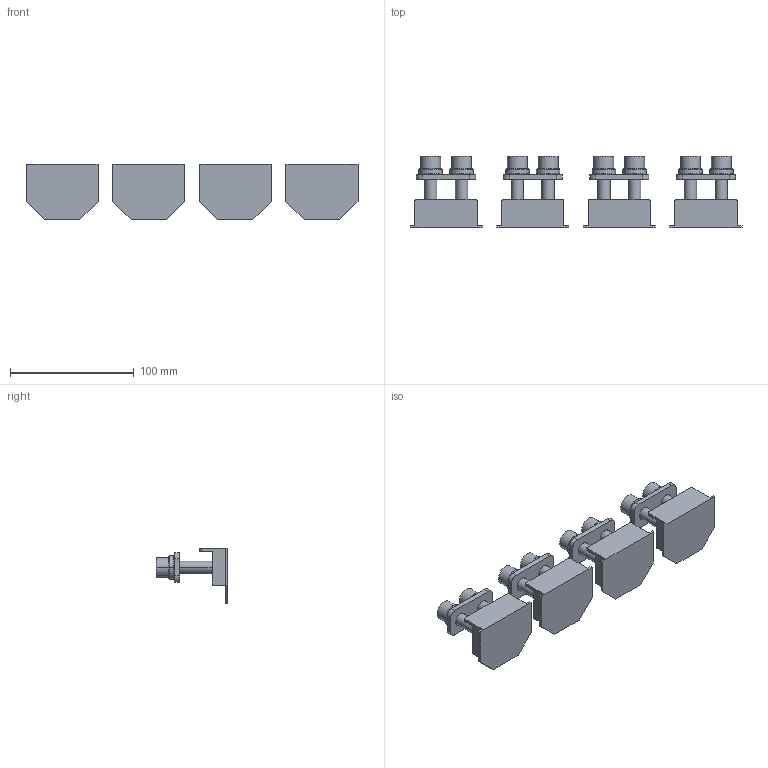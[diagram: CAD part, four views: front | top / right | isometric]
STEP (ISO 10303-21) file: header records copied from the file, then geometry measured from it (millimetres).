
FILE_DESCRIPTION(('CATIA V5 STEP Exchange'),'2;1');
FILE_NAME('1SDH001252R0053_1PA_001_00_E1.2_IV_F_TERMINALS_F_UPPER.stp','2014-03-06T08:14:22+00:00',('none'),('none'),'CATIA Version 5 Release 20 SP 5 (IN-10)','CATIA V5 STEP AP214','none');
FILE_SCHEMA(('AUTOMOTIVE_DESIGN { 1 0 10303 214 1 1 1 1 }'));
Length unit declared in the file: millimetre
Products named in the file (1): 1SDH001252R0053_1PA_001_00_E1.2_IV_F_TERMINALS_F_UPPER
Bounding box: 268.5 x 57.8 x 45 mm (x, y, z)
Volume: 133772.6 mm3; surface area: 70169.7 mm2
Topology: 24 solids, 24 shells, 380 faces, 916 edges, 616 vertices
Faces by surface type: plane 240, cylinder 124, torus 16
Entity records: 10770 total; most frequent: CARTESIAN_POINT 1857, ORIENTED_EDGE 1832, DIRECTION 1564, EDGE_CURVE 916, VECTOR 636, LINE 636, VERTEX_POINT 616, AXIS2_PLACEMENT_3D 605
